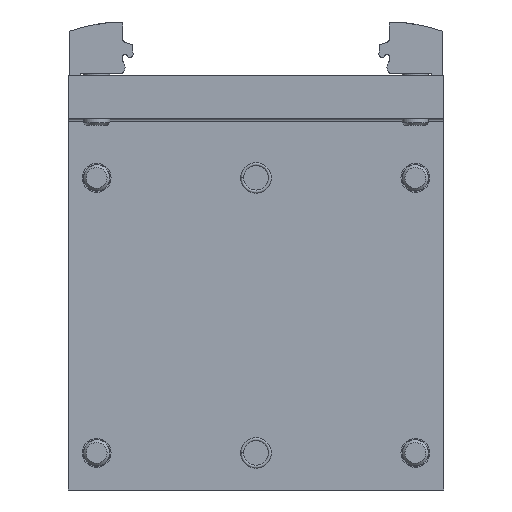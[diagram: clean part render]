
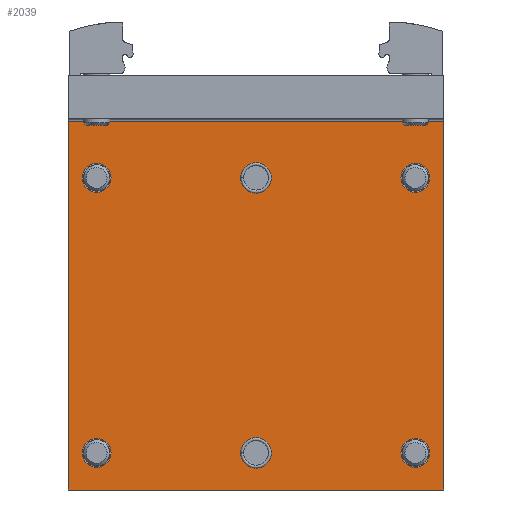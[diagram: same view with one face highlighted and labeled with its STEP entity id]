
A CAD part, front view. The second image highlights one B-rep face of the part: STEP entity #2039.
In plain terms, the highlighted planar face has unit normal (0, -1, 0).
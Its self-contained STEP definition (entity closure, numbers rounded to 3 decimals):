
#173=LINE('',#3148,#324);
#174=LINE('',#3164,#325);
#175=LINE('',#3166,#326);
#176=LINE('',#3168,#327);
#324=VECTOR('',#2492,1000.);
#325=VECTOR('',#2509,1000.);
#326=VECTOR('',#2510,1000.);
#327=VECTOR('',#2511,1000.);
#487=ORIENTED_EDGE('',*,*,#1050,.F.);
#488=ORIENTED_EDGE('',*,*,#1051,.F.);
#489=ORIENTED_EDGE('',*,*,#1052,.F.);
#490=ORIENTED_EDGE('',*,*,#1053,.F.);
#491=ORIENTED_EDGE('',*,*,#1054,.F.);
#492=ORIENTED_EDGE('',*,*,#1055,.F.);
#493=ORIENTED_EDGE('',*,*,#1056,.T.);
#494=ORIENTED_EDGE('',*,*,#1057,.F.);
#495=ORIENTED_EDGE('',*,*,#1058,.F.);
#496=ORIENTED_EDGE('',*,*,#1048,.T.);
#1048=EDGE_CURVE('',#1329,#1328,#173,.T.);
#1050=EDGE_CURVE('',#1330,#1330,#1519,.T.);
#1051=EDGE_CURVE('',#1331,#1331,#1520,.T.);
#1052=EDGE_CURVE('',#1332,#1332,#1521,.T.);
#1053=EDGE_CURVE('',#1333,#1333,#1522,.T.);
#1054=EDGE_CURVE('',#1334,#1334,#1523,.T.);
#1055=EDGE_CURVE('',#1335,#1335,#1524,.T.);
#1056=EDGE_CURVE('',#1328,#1336,#174,.T.);
#1057=EDGE_CURVE('',#1337,#1336,#175,.T.);
#1058=EDGE_CURVE('',#1329,#1337,#176,.T.);
#1328=VERTEX_POINT('',#3147);
#1329=VERTEX_POINT('',#3149);
#1330=VERTEX_POINT('',#3153);
#1331=VERTEX_POINT('',#3155);
#1332=VERTEX_POINT('',#3157);
#1333=VERTEX_POINT('',#3159);
#1334=VERTEX_POINT('',#3161);
#1335=VERTEX_POINT('',#3163);
#1336=VERTEX_POINT('',#3165);
#1337=VERTEX_POINT('',#3167);
#1519=CIRCLE('',#2221,3.5);
#1520=CIRCLE('',#2222,3.5);
#1521=CIRCLE('',#2223,3.3);
#1522=CIRCLE('',#2224,3.3);
#1523=CIRCLE('',#2225,3.3);
#1524=CIRCLE('',#2226,3.3);
#1633=EDGE_LOOP('',(#487));
#1634=EDGE_LOOP('',(#488));
#1635=EDGE_LOOP('',(#489));
#1636=EDGE_LOOP('',(#490));
#1637=EDGE_LOOP('',(#491));
#1638=EDGE_LOOP('',(#492));
#1639=EDGE_LOOP('',(#493,#494,#495,#496));
#1808=FACE_BOUND('',#1633,.T.);
#1809=FACE_BOUND('',#1634,.T.);
#1810=FACE_BOUND('',#1635,.T.);
#1811=FACE_BOUND('',#1636,.T.);
#1812=FACE_BOUND('',#1637,.T.);
#1813=FACE_BOUND('',#1638,.T.);
#1814=FACE_BOUND('',#1639,.T.);
#1977=PLANE('',#2220);
#2039=ADVANCED_FACE('',(#1808,#1809,#1810,#1811,#1812,#1813,#1814),#1977,
 .F.);
#2220=AXIS2_PLACEMENT_3D('',#3151,#2495,#2496);
#2221=AXIS2_PLACEMENT_3D('',#3152,#2497,#2498);
#2222=AXIS2_PLACEMENT_3D('',#3154,#2499,#2500);
#2223=AXIS2_PLACEMENT_3D('',#3156,#2501,#2502);
#2224=AXIS2_PLACEMENT_3D('',#3158,#2503,#2504);
#2225=AXIS2_PLACEMENT_3D('',#3160,#2505,#2506);
#2226=AXIS2_PLACEMENT_3D('',#3162,#2507,#2508);
#2492=DIRECTION('',(-1.,0.,0.));
#2495=DIRECTION('',(0.,1.,0.));
#2496=DIRECTION('',(0.,0.,1.));
#2497=DIRECTION('',(0.,-1.,0.));
#2498=DIRECTION('',(0.,0.,-1.));
#2499=DIRECTION('',(0.,-1.,0.));
#2500=DIRECTION('',(0.,0.,-1.));
#2501=DIRECTION('',(0.,-1.,0.));
#2502=DIRECTION('',(0.,0.,-1.));
#2503=DIRECTION('',(0.,-1.,0.));
#2504=DIRECTION('',(0.,0.,-1.));
#2505=DIRECTION('',(0.,-1.,0.));
#2506=DIRECTION('',(0.,0.,-1.));
#2507=DIRECTION('',(0.,-1.,0.));
#2508=DIRECTION('',(0.,0.,-1.));
#2509=DIRECTION('',(0.,0.,-1.));
#2510=DIRECTION('',(-1.,0.,0.));
#2511=DIRECTION('',(0.,0.,-1.));
#3147=CARTESIAN_POINT('',(-43.,-5.5,-10.5));
#3148=CARTESIAN_POINT('',(43.,-5.5,-10.5));
#3149=CARTESIAN_POINT('',(43.,-5.5,-10.5));
#3151=CARTESIAN_POINT('',(43.,-5.5,-10.5));
#3152=CARTESIAN_POINT('',(0.,-5.5,-86.5));
#3153=CARTESIAN_POINT('',(0.,-5.5,-90.));
#3154=CARTESIAN_POINT('',(0.,-5.5,-23.5));
#3155=CARTESIAN_POINT('',(0.,-5.5,-27.));
#3156=CARTESIAN_POINT('',(-36.5,-5.5,-86.5));
#3157=CARTESIAN_POINT('',(-36.5,-5.5,-89.8));
#3158=CARTESIAN_POINT('',(-36.5,-5.5,-23.5));
#3159=CARTESIAN_POINT('',(-36.5,-5.5,-26.8));
#3160=CARTESIAN_POINT('',(36.5,-5.5,-86.5));
#3161=CARTESIAN_POINT('',(36.5,-5.5,-89.8));
#3162=CARTESIAN_POINT('',(36.5,-5.5,-23.5));
#3163=CARTESIAN_POINT('',(36.5,-5.5,-26.8));
#3164=CARTESIAN_POINT('',(-43.,-5.5,-10.5));
#3165=CARTESIAN_POINT('',(-43.,-5.5,-95.));
#3166=CARTESIAN_POINT('',(43.,-5.5,-95.));
#3167=CARTESIAN_POINT('',(43.,-5.5,-95.));
#3168=CARTESIAN_POINT('',(43.,-5.5,-10.5));
